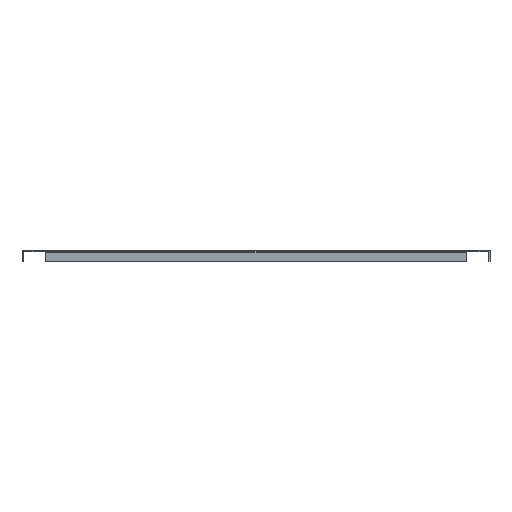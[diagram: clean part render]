
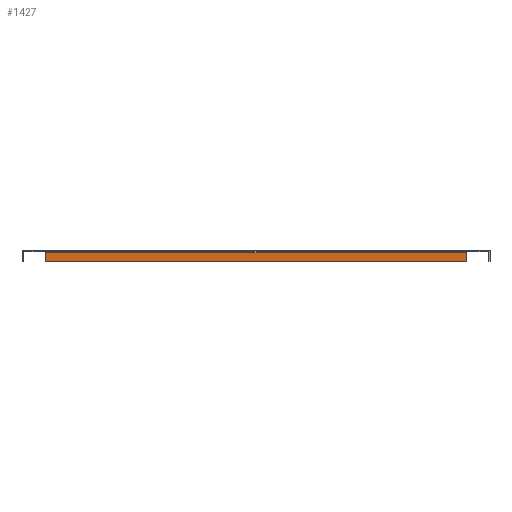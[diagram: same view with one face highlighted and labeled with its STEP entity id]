
A CAD part, front view. The second image highlights one B-rep face of the part: STEP entity #1427.
In plain terms, the highlighted planar face has unit normal (0, -1, 0).
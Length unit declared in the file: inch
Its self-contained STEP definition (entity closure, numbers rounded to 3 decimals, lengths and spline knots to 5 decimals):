
#14=LINE('',#2003,#166);
#15=LINE('',#2005,#167);
#16=LINE('',#2007,#168);
#17=LINE('',#2008,#169);
#166=VECTOR('',#1633,30.764);
#167=VECTOR('',#1634,0.66465);
#168=VECTOR('',#1635,30.764);
#169=VECTOR('',#1636,0.66465);
#318=PLANE('',#1507);
#408=FACE_OUTER_BOUND('',#482,.T.);
#482=EDGE_LOOP('',(#956,#957,#958,#959));
#628=VERTEX_POINT('',#2001);
#629=VERTEX_POINT('',#2002);
#630=VERTEX_POINT('',#2004);
#631=VERTEX_POINT('',#2006);
#764=EDGE_CURVE('',#628,#629,#14,.T.);
#765=EDGE_CURVE('',#628,#630,#15,.T.);
#766=EDGE_CURVE('',#631,#630,#16,.T.);
#767=EDGE_CURVE('',#631,#629,#17,.T.);
#956=ORIENTED_EDGE('',*,*,#764,.F.);
#957=ORIENTED_EDGE('',*,*,#765,.T.);
#958=ORIENTED_EDGE('',*,*,#766,.F.);
#959=ORIENTED_EDGE('',*,*,#767,.T.);
#1427=ADVANCED_FACE('',(#408),#318,.T.);
#1507=AXIS2_PLACEMENT_3D('',#2000,#1631,#1632);
#1631=DIRECTION('center_axis',(0.,-1.,0.));
#1632=DIRECTION('ref_axis',(0.,0.,-1.));
#1633=DIRECTION('',(1.,0.,0.));
#1634=DIRECTION('',(0.,0.,-1.));
#1635=DIRECTION('',(-1.,0.,0.));
#1636=DIRECTION('',(0.,0.,1.));
#2000=CARTESIAN_POINT('Origin',(32.482,0.,0.09375));
#2001=CARTESIAN_POINT('',(1.718,0.,-0.0156));
#2002=CARTESIAN_POINT('',(32.482,0.,-0.0156));
#2003=CARTESIAN_POINT('',(32.482,0.,-0.0156));
#2004=CARTESIAN_POINT('',(1.718,0.,-0.68025));
#2005=CARTESIAN_POINT('',(1.718,0.,-0.68025));
#2006=CARTESIAN_POINT('',(32.482,0.,-0.68025));
#2007=CARTESIAN_POINT('',(32.482,0.,-0.68025));
#2008=CARTESIAN_POINT('',(32.482,0.,-0.68025));
